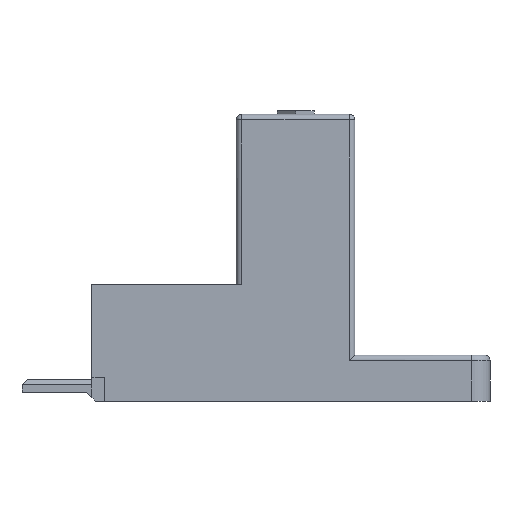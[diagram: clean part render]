
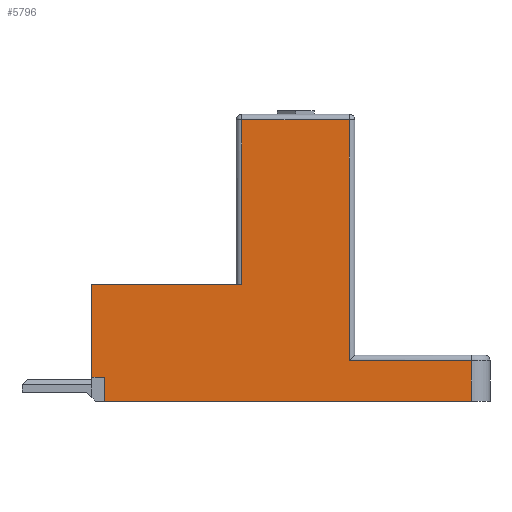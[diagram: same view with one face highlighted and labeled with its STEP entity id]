
A CAD part, front view. The second image highlights one B-rep face of the part: STEP entity #5796.
In plain terms, the highlighted planar face has unit normal (0, -1, 0).
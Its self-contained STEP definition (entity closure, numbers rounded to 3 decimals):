
#1963=DIRECTION('',(1.,0.,0.));
#1964=VECTOR('',#1963,19.8);
#1965=CARTESIAN_POINT('',(-10.25,-6.85,0.15));
#1966=LINE('',#1965,#1964);
#2965=DIRECTION('',(-1.,0.,0.));
#2966=VECTOR('',#2965,0.7);
#2967=CARTESIAN_POINT('',(-10.25,-6.85,1.45));
#2968=LINE('',#2967,#2966);
#2969=DIRECTION('',(0.,0.,1.));
#2970=VECTOR('',#2969,5.);
#2971=CARTESIAN_POINT('',(-10.95,-6.85,1.45));
#2972=LINE('',#2971,#2970);
#2973=DIRECTION('',(1.,0.,0.));
#2974=VECTOR('',#2973,8.1);
#2975=CARTESIAN_POINT('',(-10.95,-6.85,6.45));
#2976=LINE('',#2975,#2974);
#2977=DIRECTION('',(0.,0.,1.));
#2978=VECTOR('',#2977,13.);
#2979=CARTESIAN_POINT('',(2.95,-6.85,2.35));
#2980=LINE('',#2979,#2978);
#3056=DIRECTION('',(-1.,0.,0.));
#3057=VECTOR('',#3056,5.8);
#3058=CARTESIAN_POINT('',(2.95,-6.85,15.35));
#3059=LINE('',#3058,#3057);
#3068=DIRECTION('',(0.,0.,-1.));
#3069=VECTOR('',#3068,8.9);
#3070=CARTESIAN_POINT('',(-2.85,-6.85,15.35));
#3071=LINE('',#3070,#3069);
#3281=DIRECTION('',(0.,0.,-1.));
#3282=VECTOR('',#3281,1.3);
#3283=CARTESIAN_POINT('',(-10.25,-6.85,1.45));
#3284=LINE('',#3283,#3282);
#3505=DIRECTION('',(-1.,0.,0.));
#3506=VECTOR('',#3505,6.6);
#3507=CARTESIAN_POINT('',(9.55,-6.85,2.35));
#3508=LINE('',#3507,#3506);
#3558=DIRECTION('',(0.,0.,1.));
#3559=VECTOR('',#3558,2.2);
#3560=CARTESIAN_POINT('',(9.55,-6.85,0.15));
#3561=LINE('',#3560,#3559);
#3872=CARTESIAN_POINT('',(-10.25,-6.85,0.15));
#3873=VERTEX_POINT('',#3872);
#3874=CARTESIAN_POINT('',(9.55,-6.85,0.15));
#3875=VERTEX_POINT('',#3874);
#4009=CARTESIAN_POINT('',(-2.85,-6.85,6.45));
#4010=VERTEX_POINT('',#4009);
#4011=CARTESIAN_POINT('',(-10.95,-6.85,6.45));
#4012=VERTEX_POINT('',#4011);
#4187=CARTESIAN_POINT('',(-10.95,-6.85,1.45));
#4188=VERTEX_POINT('',#4187);
#4275=CARTESIAN_POINT('',(2.95,-6.85,2.35));
#4276=CARTESIAN_POINT('',(2.95,-6.85,15.35));
#4277=VERTEX_POINT('',#4275);
#4278=VERTEX_POINT('',#4276);
#4279=CARTESIAN_POINT('',(9.55,-6.85,2.35));
#4280=VERTEX_POINT('',#4279);
#4281=CARTESIAN_POINT('',(-10.25,-6.85,1.45));
#4282=VERTEX_POINT('',#4281);
#4283=CARTESIAN_POINT('',(-2.85,-6.85,15.35));
#4284=VERTEX_POINT('',#4283);
#5772=CARTESIAN_POINT('',(-3.4,-6.85,7.35));
#5773=DIRECTION('',(0.,-1.,0.));
#5774=DIRECTION('',(-1.,0.,0.));
#5775=AXIS2_PLACEMENT_3D('',#5772,#5773,#5774);
#5776=PLANE('',#5775);
#5778=ORIENTED_EDGE('',*,*,#5777,.F.);
#5780=ORIENTED_EDGE('',*,*,#5779,.F.);
#5782=ORIENTED_EDGE('',*,*,#5781,.F.);
#5783=ORIENTED_EDGE('',*,*,#4455,.F.);
#5785=ORIENTED_EDGE('',*,*,#5784,.F.);
#5787=ORIENTED_EDGE('',*,*,#5786,.T.);
#5788=ORIENTED_EDGE('',*,*,#5223,.T.);
#5789=ORIENTED_EDGE('',*,*,#4720,.T.);
#5791=ORIENTED_EDGE('',*,*,#5790,.F.);
#5793=ORIENTED_EDGE('',*,*,#5792,.F.);
#5794=EDGE_LOOP('',(#5778,#5780,#5782,#5783,#5785,#5787,#5788,#5789,#5791,
#5793));
#5795=FACE_OUTER_BOUND('',#5794,.F.);
#4455=EDGE_CURVE('',#3873,#3875,#1966,.T.);
#4720=EDGE_CURVE('',#4012,#4010,#2976,.T.);
#5223=EDGE_CURVE('',#4188,#4012,#2972,.T.);
#5777=EDGE_CURVE('',#4277,#4278,#2980,.T.);
#5779=EDGE_CURVE('',#4280,#4277,#3508,.T.);
#5781=EDGE_CURVE('',#3875,#4280,#3561,.T.);
#5784=EDGE_CURVE('',#4282,#3873,#3284,.T.);
#5786=EDGE_CURVE('',#4282,#4188,#2968,.T.);
#5790=EDGE_CURVE('',#4284,#4010,#3071,.T.);
#5792=EDGE_CURVE('',#4278,#4284,#3059,.T.);
#5796=ADVANCED_FACE('',(#5795),#5776,.T.);
